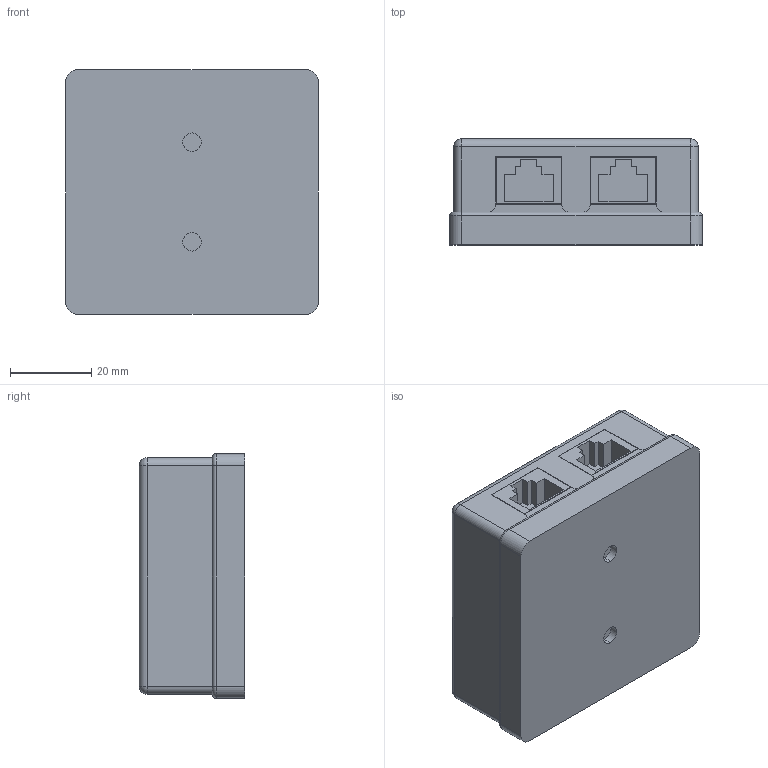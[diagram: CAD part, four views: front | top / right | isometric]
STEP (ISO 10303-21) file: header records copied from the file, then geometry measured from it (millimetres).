
FILE_DESCRIPTION (( 'STEP AP214' ), '1' );
FILE_NAME ('CS2-1C5EU-22-G Ðîçåòêà èíô. íàñòåííàÿ RJ45 êàò. 5Å UTP 2 ïîðòà GENERICA.STEP', '2019-10-28T13:01:48', ( '' ), ( '' ), 'SwSTEP 2.0', 'SolidWorks 2017', '' );
FILE_SCHEMA (( 'AUTOMOTIVE_DESIGN' ));
Length unit declared in the file: millimetre
Products named in the file (1): CS2-1C5EU-22-G Ðîçåòêà èíô. íàñòåííàÿ RJ45 êàò. 5Å UTP 2 ïîðòà GENERICA
Bounding box: 62 x 26 x 60 mm (x, y, z)
Volume: 35448.6 mm3; surface area: 34179.9 mm2
Topology: 2 solids, 2 shells, 413 faces, 1142 edges, 744 vertices
Faces by surface type: plane 241, bspline 98, cylinder 62, sphere 8, torus 4
Entity records: 16455 total; most frequent: CARTESIAN_POINT 6462, ORIENTED_EDGE 2268, DIRECTION 1698, EDGE_CURVE 1134, VECTOR 810, LINE 810, VERTEX_POINT 744, AXIS2_PLACEMENT_3D 444
